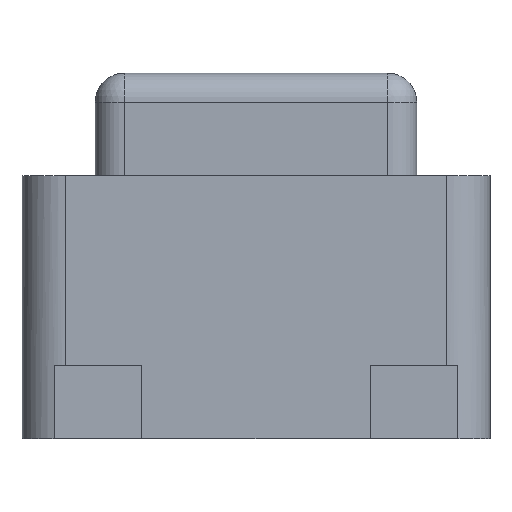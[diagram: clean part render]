
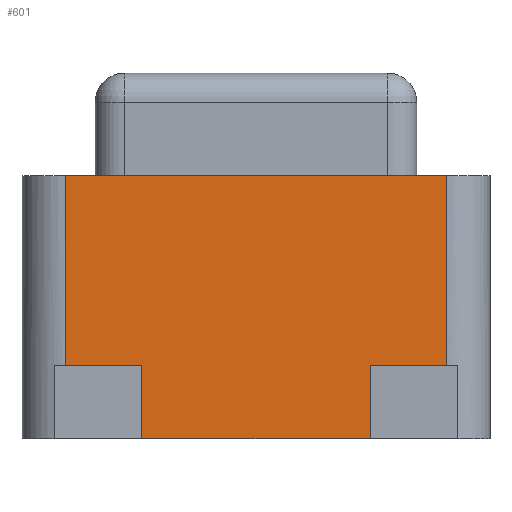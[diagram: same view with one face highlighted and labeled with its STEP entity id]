
A CAD part, front view. The second image highlights one B-rep face of the part: STEP entity #601.
In plain terms, the highlighted planar face has unit normal (0, -1, 0).
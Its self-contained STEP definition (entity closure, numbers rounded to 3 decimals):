
#83 = PLANE('',#84);
#84 = AXIS2_PLACEMENT_3D('',#85,#86,#87);
#85 = CARTESIAN_POINT('',(0.78,-2.5,0.));
#86 = DIRECTION('',(1.,0.,0.));
#87 = DIRECTION('',(0.,0.,1.));
#111 = PLANE('',#112);
#112 = AXIS2_PLACEMENT_3D('',#113,#114,#115);
#113 = CARTESIAN_POINT('',(0.78,-2.5,0.5));
#114 = DIRECTION('',(0.,0.,1.));
#115 = DIRECTION('',(1.,0.,0.));
#153 = VERTEX_POINT('',#154);
#154 = CARTESIAN_POINT('',(0.78,-2.1,0.));
#298 = CYLINDRICAL_SURFACE('',#299,0.3);
#299 = AXIS2_PLACEMENT_3D('',#300,#301,#302);
#300 = CARTESIAN_POINT('',(1.3,-1.8,0.));
#301 = DIRECTION('',(0.,0.,1.));
#302 = DIRECTION('',(1.,0.,0.));
#313 = VERTEX_POINT('',#314);
#314 = CARTESIAN_POINT('',(0.78,-2.1,0.5));
#338 = VERTEX_POINT('',#339);
#339 = CARTESIAN_POINT('',(1.3,-2.1,0.5));
#361 = EDGE_CURVE('',#338,#313,#362,.T.);
#362 = SURFACE_CURVE('',#363,(#367,#373),.PCURVE_S1.);
#363 = LINE('',#364,#365);
#364 = CARTESIAN_POINT('',(-0.41,-2.1,0.5));
#365 = VECTOR('',#366,1.);
#366 = DIRECTION('',(-1.,0.,0.));
#367 = PCURVE('',#111,#368);
#368 = DEFINITIONAL_REPRESENTATION('',(#369),#372);
#369 = B_SPLINE_CURVE_WITH_KNOTS('',1,(#370,#371),.UNSPECIFIED.,.F.,.F.,
  (2,2),(-1.85,-1.13),.PIECEWISE_BEZIER_KNOTS.);
#370 = CARTESIAN_POINT('',(0.66,0.4));
#371 = CARTESIAN_POINT('',(-0.06,0.4));
#372 = ( GEOMETRIC_REPRESENTATION_CONTEXT(2) 
PARAMETRIC_REPRESENTATION_CONTEXT() REPRESENTATION_CONTEXT('2D SPACE',''
  ) );
#373 = PCURVE('',#374,#379);
#374 = PLANE('',#375);
#375 = AXIS2_PLACEMENT_3D('',#376,#377,#378);
#376 = CARTESIAN_POINT('',(-1.6,-2.1,0.));
#377 = DIRECTION('',(0.,1.,0.));
#378 = DIRECTION('',(0.,0.,1.));
#379 = DEFINITIONAL_REPRESENTATION('',(#380),#383);
#380 = B_SPLINE_CURVE_WITH_KNOTS('',1,(#381,#382),.UNSPECIFIED.,.F.,.F.,
  (2,2),(-1.85,-1.13),.PIECEWISE_BEZIER_KNOTS.);
#381 = CARTESIAN_POINT('',(0.5,3.04));
#382 = CARTESIAN_POINT('',(0.5,2.32));
#383 = ( GEOMETRIC_REPRESENTATION_CONTEXT(2) 
PARAMETRIC_REPRESENTATION_CONTEXT() REPRESENTATION_CONTEXT('2D SPACE',''
  ) );
#391 = EDGE_CURVE('',#153,#313,#392,.T.);
#392 = SURFACE_CURVE('',#393,(#397,#403),.PCURVE_S1.);
#393 = LINE('',#394,#395);
#394 = CARTESIAN_POINT('',(0.78,-2.1,0.));
#395 = VECTOR('',#396,1.);
#396 = DIRECTION('',(0.,0.,1.));
#397 = PCURVE('',#83,#398);
#398 = DEFINITIONAL_REPRESENTATION('',(#399),#402);
#399 = B_SPLINE_CURVE_WITH_KNOTS('',1,(#400,#401),.UNSPECIFIED.,.F.,.F.,
  (2,2),(-0.05,0.55),.PIECEWISE_BEZIER_KNOTS.);
#400 = CARTESIAN_POINT('',(-0.05,-0.4));
#401 = CARTESIAN_POINT('',(0.55,-0.4));
#402 = ( GEOMETRIC_REPRESENTATION_CONTEXT(2) 
PARAMETRIC_REPRESENTATION_CONTEXT() REPRESENTATION_CONTEXT('2D SPACE',''
  ) );
#403 = PCURVE('',#374,#404);
#404 = DEFINITIONAL_REPRESENTATION('',(#405),#408);
#405 = B_SPLINE_CURVE_WITH_KNOTS('',1,(#406,#407),.UNSPECIFIED.,.F.,.F.,
  (2,2),(-0.05,0.55),.PIECEWISE_BEZIER_KNOTS.);
#406 = CARTESIAN_POINT('',(-0.05,2.38));
#407 = CARTESIAN_POINT('',(0.55,2.38));
#408 = ( GEOMETRIC_REPRESENTATION_CONTEXT(2) 
PARAMETRIC_REPRESENTATION_CONTEXT() REPRESENTATION_CONTEXT('2D SPACE',''
  ) );
#429 = PLANE('',#430);
#430 = AXIS2_PLACEMENT_3D('',#431,#432,#433);
#431 = CARTESIAN_POINT('',(-1.6,-2.1,0.));
#432 = DIRECTION('',(0.,0.,1.));
#433 = DIRECTION('',(1.,0.,0.));
#548 = EDGE_CURVE('',#338,#549,#551,.T.);
#549 = VERTEX_POINT('',#550);
#550 = CARTESIAN_POINT('',(1.3,-2.1,1.8));
#551 = SURFACE_CURVE('',#552,(#556,#563),.PCURVE_S1.);
#552 = LINE('',#553,#554);
#553 = CARTESIAN_POINT('',(1.3,-2.1,0.));
#554 = VECTOR('',#555,1.);
#555 = DIRECTION('',(0.,0.,1.));
#556 = PCURVE('',#298,#557);
#557 = DEFINITIONAL_REPRESENTATION('',(#558),#562);
#558 = LINE('',#559,#560);
#559 = CARTESIAN_POINT('',(-1.571,0.));
#560 = VECTOR('',#561,1.);
#561 = DIRECTION('',(0.,1.));
#562 = ( GEOMETRIC_REPRESENTATION_CONTEXT(2) 
PARAMETRIC_REPRESENTATION_CONTEXT() REPRESENTATION_CONTEXT('2D SPACE',''
  ) );
#563 = PCURVE('',#374,#564);
#564 = DEFINITIONAL_REPRESENTATION('',(#565),#569);
#565 = LINE('',#566,#567);
#566 = CARTESIAN_POINT('',(0.,2.9));
#567 = VECTOR('',#568,1.);
#568 = DIRECTION('',(1.,0.));
#569 = ( GEOMETRIC_REPRESENTATION_CONTEXT(2) 
PARAMETRIC_REPRESENTATION_CONTEXT() REPRESENTATION_CONTEXT('2D SPACE',''
  ) );
#586 = PLANE('',#587);
#587 = AXIS2_PLACEMENT_3D('',#588,#589,#590);
#588 = CARTESIAN_POINT('',(-1.6,-2.1,1.8));
#589 = DIRECTION('',(0.,0.,1.));
#590 = DIRECTION('',(1.,0.,0.));
#601 = ADVANCED_FACE('',(#602),#374,.F.);
#602 = FACE_BOUND('',#603,.F.);
#603 = EDGE_LOOP('',(#604,#627,#653,#679,#707,#728,#729,#730));
#604 = ORIENTED_EDGE('',*,*,#605,.F.);
#605 = EDGE_CURVE('',#606,#153,#608,.T.);
#606 = VERTEX_POINT('',#607);
#607 = CARTESIAN_POINT('',(-0.78,-2.1,0.));
#608 = SURFACE_CURVE('',#609,(#613,#620),.PCURVE_S1.);
#609 = LINE('',#610,#611);
#610 = CARTESIAN_POINT('',(-1.6,-2.1,0.));
#611 = VECTOR('',#612,1.);
#612 = DIRECTION('',(1.,0.,0.));
#613 = PCURVE('',#374,#614);
#614 = DEFINITIONAL_REPRESENTATION('',(#615),#619);
#615 = LINE('',#616,#617);
#616 = CARTESIAN_POINT('',(0.,0.));
#617 = VECTOR('',#618,1.);
#618 = DIRECTION('',(0.,1.));
#619 = ( GEOMETRIC_REPRESENTATION_CONTEXT(2) 
PARAMETRIC_REPRESENTATION_CONTEXT() REPRESENTATION_CONTEXT('2D SPACE',''
  ) );
#620 = PCURVE('',#429,#621);
#621 = DEFINITIONAL_REPRESENTATION('',(#622),#626);
#622 = LINE('',#623,#624);
#623 = CARTESIAN_POINT('',(0.,0.));
#624 = VECTOR('',#625,1.);
#625 = DIRECTION('',(1.,0.));
#626 = ( GEOMETRIC_REPRESENTATION_CONTEXT(2) 
PARAMETRIC_REPRESENTATION_CONTEXT() REPRESENTATION_CONTEXT('2D SPACE',''
  ) );
#627 = ORIENTED_EDGE('',*,*,#628,.T.);
#628 = EDGE_CURVE('',#606,#629,#631,.T.);
#629 = VERTEX_POINT('',#630);
#630 = CARTESIAN_POINT('',(-0.78,-2.1,0.5));
#631 = SURFACE_CURVE('',#632,(#636,#642),.PCURVE_S1.);
#632 = LINE('',#633,#634);
#633 = CARTESIAN_POINT('',(-0.78,-2.1,0.));
#634 = VECTOR('',#635,1.);
#635 = DIRECTION('',(0.,0.,1.));
#636 = PCURVE('',#374,#637);
#637 = DEFINITIONAL_REPRESENTATION('',(#638),#641);
#638 = B_SPLINE_CURVE_WITH_KNOTS('',1,(#639,#640),.UNSPECIFIED.,.F.,.F.,
  (2,2),(-0.05,0.55),.PIECEWISE_BEZIER_KNOTS.);
#639 = CARTESIAN_POINT('',(-0.05,0.82));
#640 = CARTESIAN_POINT('',(0.55,0.82));
#641 = ( GEOMETRIC_REPRESENTATION_CONTEXT(2) 
PARAMETRIC_REPRESENTATION_CONTEXT() REPRESENTATION_CONTEXT('2D SPACE',''
  ) );
#642 = PCURVE('',#643,#648);
#643 = PLANE('',#644);
#644 = AXIS2_PLACEMENT_3D('',#645,#646,#647);
#645 = CARTESIAN_POINT('',(-0.78,-2.5,0.));
#646 = DIRECTION('',(1.,0.,0.));
#647 = DIRECTION('',(0.,0.,1.));
#648 = DEFINITIONAL_REPRESENTATION('',(#649),#652);
#649 = B_SPLINE_CURVE_WITH_KNOTS('',1,(#650,#651),.UNSPECIFIED.,.F.,.F.,
  (2,2),(-0.05,0.55),.PIECEWISE_BEZIER_KNOTS.);
#650 = CARTESIAN_POINT('',(-0.05,-0.4));
#651 = CARTESIAN_POINT('',(0.55,-0.4));
#652 = ( GEOMETRIC_REPRESENTATION_CONTEXT(2) 
PARAMETRIC_REPRESENTATION_CONTEXT() REPRESENTATION_CONTEXT('2D SPACE',''
  ) );
#653 = ORIENTED_EDGE('',*,*,#654,.T.);
#654 = EDGE_CURVE('',#629,#655,#657,.T.);
#655 = VERTEX_POINT('',#656);
#656 = CARTESIAN_POINT('',(-1.3,-2.1,0.5));
#657 = SURFACE_CURVE('',#658,(#662,#668),.PCURVE_S1.);
#658 = LINE('',#659,#660);
#659 = CARTESIAN_POINT('',(-1.49,-2.1,0.5));
#660 = VECTOR('',#661,1.);
#661 = DIRECTION('',(-1.,0.,0.));
#662 = PCURVE('',#374,#663);
#663 = DEFINITIONAL_REPRESENTATION('',(#664),#667);
#664 = B_SPLINE_CURVE_WITH_KNOTS('',1,(#665,#666),.UNSPECIFIED.,.F.,.F.,
  (2,2),(-0.77,-0.05),.PIECEWISE_BEZIER_KNOTS.);
#665 = CARTESIAN_POINT('',(0.5,0.88));
#666 = CARTESIAN_POINT('',(0.5,0.16));
#667 = ( GEOMETRIC_REPRESENTATION_CONTEXT(2) 
PARAMETRIC_REPRESENTATION_CONTEXT() REPRESENTATION_CONTEXT('2D SPACE',''
  ) );
#668 = PCURVE('',#669,#674);
#669 = PLANE('',#670);
#670 = AXIS2_PLACEMENT_3D('',#671,#672,#673);
#671 = CARTESIAN_POINT('',(-1.38,-2.5,0.5));
#672 = DIRECTION('',(0.,0.,1.));
#673 = DIRECTION('',(1.,0.,0.));
#674 = DEFINITIONAL_REPRESENTATION('',(#675),#678);
#675 = B_SPLINE_CURVE_WITH_KNOTS('',1,(#676,#677),.UNSPECIFIED.,.F.,.F.,
  (2,2),(-0.77,-0.05),.PIECEWISE_BEZIER_KNOTS.);
#676 = CARTESIAN_POINT('',(0.66,0.4));
#677 = CARTESIAN_POINT('',(-0.06,0.4));
#678 = ( GEOMETRIC_REPRESENTATION_CONTEXT(2) 
PARAMETRIC_REPRESENTATION_CONTEXT() REPRESENTATION_CONTEXT('2D SPACE',''
  ) );
#679 = ORIENTED_EDGE('',*,*,#680,.T.);
#680 = EDGE_CURVE('',#655,#681,#683,.T.);
#681 = VERTEX_POINT('',#682);
#682 = CARTESIAN_POINT('',(-1.3,-2.1,1.8));
#683 = SURFACE_CURVE('',#684,(#688,#695),.PCURVE_S1.);
#684 = LINE('',#685,#686);
#685 = CARTESIAN_POINT('',(-1.3,-2.1,0.));
#686 = VECTOR('',#687,1.);
#687 = DIRECTION('',(0.,0.,1.));
#688 = PCURVE('',#374,#689);
#689 = DEFINITIONAL_REPRESENTATION('',(#690),#694);
#690 = LINE('',#691,#692);
#691 = CARTESIAN_POINT('',(0.,0.3));
#692 = VECTOR('',#693,1.);
#693 = DIRECTION('',(1.,0.));
#694 = ( GEOMETRIC_REPRESENTATION_CONTEXT(2) 
PARAMETRIC_REPRESENTATION_CONTEXT() REPRESENTATION_CONTEXT('2D SPACE',''
  ) );
#695 = PCURVE('',#696,#701);
#696 = CYLINDRICAL_SURFACE('',#697,0.3);
#697 = AXIS2_PLACEMENT_3D('',#698,#699,#700);
#698 = CARTESIAN_POINT('',(-1.3,-1.8,0.));
#699 = DIRECTION('',(0.,0.,1.));
#700 = DIRECTION('',(-1.,0.,0.));
#701 = DEFINITIONAL_REPRESENTATION('',(#702),#706);
#702 = LINE('',#703,#704);
#703 = CARTESIAN_POINT('',(1.571,0.));
#704 = VECTOR('',#705,1.);
#705 = DIRECTION('',(0.,1.));
#706 = ( GEOMETRIC_REPRESENTATION_CONTEXT(2) 
PARAMETRIC_REPRESENTATION_CONTEXT() REPRESENTATION_CONTEXT('2D SPACE',''
  ) );
#707 = ORIENTED_EDGE('',*,*,#708,.T.);
#708 = EDGE_CURVE('',#681,#549,#709,.T.);
#709 = SURFACE_CURVE('',#710,(#714,#721),.PCURVE_S1.);
#710 = LINE('',#711,#712);
#711 = CARTESIAN_POINT('',(-1.6,-2.1,1.8));
#712 = VECTOR('',#713,1.);
#713 = DIRECTION('',(1.,0.,0.));
#714 = PCURVE('',#374,#715);
#715 = DEFINITIONAL_REPRESENTATION('',(#716),#720);
#716 = LINE('',#717,#718);
#717 = CARTESIAN_POINT('',(1.8,0.));
#718 = VECTOR('',#719,1.);
#719 = DIRECTION('',(0.,1.));
#720 = ( GEOMETRIC_REPRESENTATION_CONTEXT(2) 
PARAMETRIC_REPRESENTATION_CONTEXT() REPRESENTATION_CONTEXT('2D SPACE',''
  ) );
#721 = PCURVE('',#586,#722);
#722 = DEFINITIONAL_REPRESENTATION('',(#723),#727);
#723 = LINE('',#724,#725);
#724 = CARTESIAN_POINT('',(0.,0.));
#725 = VECTOR('',#726,1.);
#726 = DIRECTION('',(1.,0.));
#727 = ( GEOMETRIC_REPRESENTATION_CONTEXT(2) 
PARAMETRIC_REPRESENTATION_CONTEXT() REPRESENTATION_CONTEXT('2D SPACE',''
  ) );
#728 = ORIENTED_EDGE('',*,*,#548,.F.);
#729 = ORIENTED_EDGE('',*,*,#361,.T.);
#730 = ORIENTED_EDGE('',*,*,#391,.F.);
